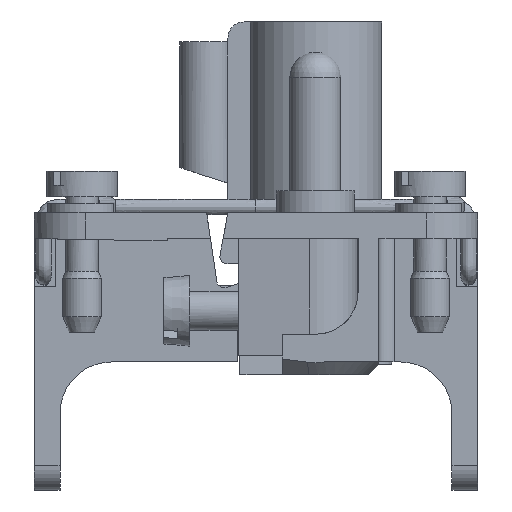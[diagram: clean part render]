
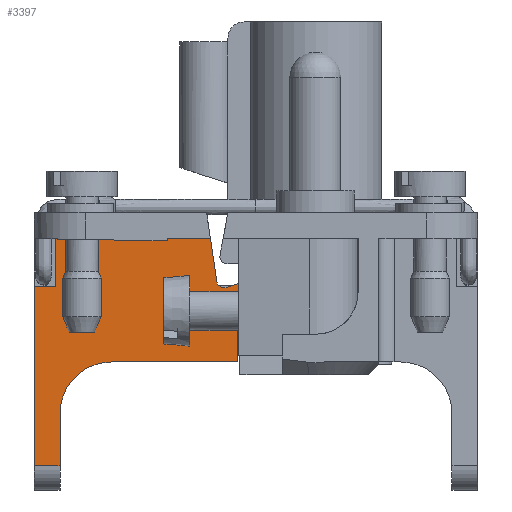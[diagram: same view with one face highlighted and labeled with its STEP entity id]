
A CAD part, left-side view. The second image highlights one B-rep face of the part: STEP entity #3397.
In plain terms, the highlighted planar face has unit normal (-1, 0, 0).
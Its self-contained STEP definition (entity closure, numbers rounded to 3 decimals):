
#2657=FACE_OUTER_BOUND('',#4870,.T.);
#3397=ADVANCED_FACE('',(#2657),#3961,.T.);
#3961=PLANE('',#15584);
#4870=EDGE_LOOP('',(#7744,#7745,#7746,#7747,#7748,#7749,#7750,#7751,#7752,
#7753,#7754,#7755,#7756,#7757,#7758,#7759,#7760,#7761,#7762,#7763,#7764,
#7765));
#5432=CIRCLE('',#15579,4.);
#5433=CIRCLE('',#15580,0.95);
#5434=CIRCLE('',#15581,1.05);
#5435=CIRCLE('',#15582,1.44);
#5436=CIRCLE('',#15583,0.55);
#7744=ORIENTED_EDGE('',*,*,#11400,.T.);
#7745=ORIENTED_EDGE('',*,*,#11612,.T.);
#7746=ORIENTED_EDGE('',*,*,#11613,.F.);
#7747=ORIENTED_EDGE('',*,*,#11482,.F.);
#7748=ORIENTED_EDGE('',*,*,#11614,.T.);
#7749=ORIENTED_EDGE('',*,*,#11615,.T.);
#7750=ORIENTED_EDGE('',*,*,#11616,.T.);
#7751=ORIENTED_EDGE('',*,*,#11617,.T.);
#7752=ORIENTED_EDGE('',*,*,#11618,.T.);
#7753=ORIENTED_EDGE('',*,*,#11619,.T.);
#7754=ORIENTED_EDGE('',*,*,#11620,.T.);
#7755=ORIENTED_EDGE('',*,*,#11621,.F.);
#7756=ORIENTED_EDGE('',*,*,#11622,.F.);
#7757=ORIENTED_EDGE('',*,*,#11623,.F.);
#7758=ORIENTED_EDGE('',*,*,#11624,.F.);
#7759=ORIENTED_EDGE('',*,*,#11625,.F.);
#7760=ORIENTED_EDGE('',*,*,#11626,.F.);
#7761=ORIENTED_EDGE('',*,*,#11627,.T.);
#7762=ORIENTED_EDGE('',*,*,#11628,.T.);
#7763=ORIENTED_EDGE('',*,*,#11568,.T.);
#7764=ORIENTED_EDGE('',*,*,#11629,.F.);
#7765=ORIENTED_EDGE('',*,*,#11601,.T.);
#9915=VERTEX_POINT('',#21719);
#9916=VERTEX_POINT('',#21721);
#9997=VERTEX_POINT('',#21956);
#9998=VERTEX_POINT('',#21958);
#10082=VERTEX_POINT('',#22191);
#10083=VERTEX_POINT('',#22193);
#10111=VERTEX_POINT('',#22279);
#10115=VERTEX_POINT('',#22298);
#10116=VERTEX_POINT('',#22301);
#10117=VERTEX_POINT('',#22303);
#10118=VERTEX_POINT('',#22305);
#10119=VERTEX_POINT('',#22307);
#10120=VERTEX_POINT('',#22309);
#10121=VERTEX_POINT('',#22311);
#10122=VERTEX_POINT('',#22313);
#10123=VERTEX_POINT('',#22315);
#10124=VERTEX_POINT('',#22317);
#10125=VERTEX_POINT('',#22319);
#10126=VERTEX_POINT('',#22321);
#10127=VERTEX_POINT('',#22323);
#10128=VERTEX_POINT('',#22325);
#10129=VERTEX_POINT('',#22327);
#11400=EDGE_CURVE('',#9916,#9915,#12836,.T.);
#11482=EDGE_CURVE('',#9997,#9998,#12885,.T.);
#11568=EDGE_CURVE('',#10083,#10082,#12956,.T.);
#11601=EDGE_CURVE('',#10111,#9916,#12980,.T.);
#11612=EDGE_CURVE('',#9915,#10115,#12991,.T.);
#11613=EDGE_CURVE('',#9998,#10115,#12992,.T.);
#11614=EDGE_CURVE('',#9997,#10116,#12993,.T.);
#11615=EDGE_CURVE('',#10116,#10117,#12994,.T.);
#11616=EDGE_CURVE('',#10117,#10118,#5432,.T.);
#11617=EDGE_CURVE('',#10118,#10119,#12995,.T.);
#11618=EDGE_CURVE('',#10119,#10120,#12996,.T.);
#11619=EDGE_CURVE('',#10120,#10121,#5433,.T.);
#11620=EDGE_CURVE('',#10121,#10122,#12997,.T.);
#11621=EDGE_CURVE('',#10123,#10122,#5434,.T.);
#11622=EDGE_CURVE('',#10124,#10123,#12998,.T.);
#11623=EDGE_CURVE('',#10125,#10124,#12999,.T.);
#11624=EDGE_CURVE('',#10126,#10125,#5435,.T.);
#11625=EDGE_CURVE('',#10127,#10126,#13000,.T.);
#11626=EDGE_CURVE('',#10128,#10127,#13001,.T.);
#11627=EDGE_CURVE('',#10128,#10129,#13002,.T.);
#11628=EDGE_CURVE('',#10129,#10083,#5436,.T.);
#11629=EDGE_CURVE('',#10111,#10082,#13003,.T.);
#12836=LINE('',#21720,#14006);
#12885=LINE('',#21957,#14055);
#12956=LINE('',#22192,#14126);
#12980=LINE('',#22278,#14150);
#12991=LINE('',#22297,#14161);
#12992=LINE('',#22299,#14162);
#12993=LINE('',#22300,#14163);
#12994=LINE('',#22302,#14164);
#12995=LINE('',#22306,#14165);
#12996=LINE('',#22308,#14166);
#12997=LINE('',#22312,#14167);
#12998=LINE('',#22316,#14168);
#12999=LINE('',#22318,#14169);
#13000=LINE('',#22322,#14170);
#13001=LINE('',#22324,#14171);
#13002=LINE('',#22326,#14172);
#13003=LINE('',#22329,#14173);
#14006=VECTOR('',#17548,1.);
#14055=VECTOR('',#17617,1.);
#14126=VECTOR('',#17702,1.);
#14150=VECTOR('',#17746,1.);
#14161=VECTOR('',#17765,1.);
#14162=VECTOR('',#17766,1.);
#14163=VECTOR('',#17767,1.);
#14164=VECTOR('',#17768,1.);
#14165=VECTOR('',#17771,1.);
#14166=VECTOR('',#17772,1.);
#14167=VECTOR('',#17775,1.);
#14168=VECTOR('',#17778,1.);
#14169=VECTOR('',#17779,1.);
#14170=VECTOR('',#17782,1.);
#14171=VECTOR('',#17783,1.);
#14172=VECTOR('',#17784,1.);
#14173=VECTOR('',#17787,1.);
#15579=AXIS2_PLACEMENT_3D('',#22304,#17769,#17770);
#15580=AXIS2_PLACEMENT_3D('',#22310,#17773,#17774);
#15581=AXIS2_PLACEMENT_3D('',#22314,#17776,#17777);
#15582=AXIS2_PLACEMENT_3D('',#22320,#17780,#17781);
#15583=AXIS2_PLACEMENT_3D('',#22328,#17785,#17786);
#15584=AXIS2_PLACEMENT_3D('',#22330,#17788,#17789);
#17548=DIRECTION('',(0.,1.,0.017));
#17617=DIRECTION('',(0.,0.,1.));
#17702=DIRECTION('',(0.,0.148,0.989));
#17746=DIRECTION('',(0.,0.,-1.));
#17765=DIRECTION('',(0.,0.,-1.));
#17766=DIRECTION('',(0.,-1.,0.));
#17767=DIRECTION('',(0.,-1.,0.));
#17768=DIRECTION('',(0.,0.,1.));
#17769=DIRECTION('',(1.,0.,0.));
#17770=DIRECTION('',(0.,-1.,0.));
#17771=DIRECTION('',(0.,-1.,0.));
#17772=DIRECTION('',(0.,0.,1.));
#17773=DIRECTION('',(1.,0.,0.));
#17774=DIRECTION('',(0.,-1.,0.));
#17775=DIRECTION('',(0.,-1.,0.));
#17776=DIRECTION('',(1.,0.,0.));
#17777=DIRECTION('',(0.,0.,1.));
#17778=DIRECTION('',(0.,0.,-1.));
#17779=DIRECTION('',(0.,0.545,-0.839));
#17780=DIRECTION('',(1.,0.,0.));
#17781=DIRECTION('',(0.,0.,1.));
#17782=DIRECTION('',(0.,0.,1.));
#17783=DIRECTION('',(0.,-0.515,0.857));
#17784=DIRECTION('',(0.,0.951,-0.309));
#17785=DIRECTION('',(1.,0.,0.));
#17786=DIRECTION('',(0.,-1.,0.));
#17787=DIRECTION('',(0.,-1.,0.));
#17788=DIRECTION('',(-1.,0.,0.));
#17789=DIRECTION('',(0.,0.,1.));
#21719=CARTESIAN_POINT('',(-46.6,9.208,-0.029));
#21720=CARTESIAN_POINT('',(-46.6,8.518,-0.041));
#21721=CARTESIAN_POINT('',(-46.6,0.558,-0.18));
#21956=CARTESIAN_POINT('',(-46.6,10.858,-17.62));
#21957=CARTESIAN_POINT('',(-46.6,10.858,-19.5));
#21958=CARTESIAN_POINT('',(-46.6,10.858,-3.7));
#22191=CARTESIAN_POINT('',(-46.6,-2.805,0.));
#22192=CARTESIAN_POINT('',(-46.6,-3.305,-3.344));
#22193=CARTESIAN_POINT('',(-46.6,-3.305,-3.344));
#22278=CARTESIAN_POINT('',(-46.6,0.558,-19.5));
#22279=CARTESIAN_POINT('',(-46.6,0.558,0.));
#22297=CARTESIAN_POINT('',(-46.6,9.208,-19.5));
#22298=CARTESIAN_POINT('',(-46.6,9.208,-3.7));
#22299=CARTESIAN_POINT('',(-46.6,8.858,-3.7));
#22300=CARTESIAN_POINT('',(-46.6,8.858,-17.62));
#22301=CARTESIAN_POINT('',(-46.6,8.858,-17.62));
#22302=CARTESIAN_POINT('',(-46.6,8.858,-19.5));
#22303=CARTESIAN_POINT('',(-46.6,8.858,-13.57));
#22304=CARTESIAN_POINT('',(-46.6,4.858,-13.57));
#22305=CARTESIAN_POINT('',(-46.6,4.858,-9.57));
#22306=CARTESIAN_POINT('',(-46.6,4.858,-9.57));
#22307=CARTESIAN_POINT('',(-46.6,-4.942,-9.57));
#22308=CARTESIAN_POINT('',(-46.6,-4.942,-9.57));
#22309=CARTESIAN_POINT('',(-46.6,-4.942,-6.95));
#22310=CARTESIAN_POINT('',(-46.6,-5.892,-6.95));
#22311=CARTESIAN_POINT('',(-46.6,-5.892,-6.));
#22312=CARTESIAN_POINT('',(-46.6,-5.892,-6.));
#22313=CARTESIAN_POINT('',(-46.6,-8.122,-6.));
#22314=CARTESIAN_POINT('',(-46.6,-8.122,-4.95));
#22315=CARTESIAN_POINT('',(-46.6,-9.172,-4.95));
#22316=CARTESIAN_POINT('',(-46.6,-9.172,-19.5));
#22317=CARTESIAN_POINT('',(-46.6,-9.172,-3.59));
#22318=CARTESIAN_POINT('',(-46.6,3.444,-23.016));
#22319=CARTESIAN_POINT('',(-46.6,-9.569,-2.979));
#22320=CARTESIAN_POINT('',(-46.6,-9.392,-1.55));
#22321=CARTESIAN_POINT('',(-46.6,-8.152,-0.818));
#22322=CARTESIAN_POINT('',(-46.6,-8.152,-19.5));
#22323=CARTESIAN_POINT('',(-46.6,-8.152,-1.828));
#22324=CARTESIAN_POINT('',(-46.6,4.162,-22.322));
#22325=CARTESIAN_POINT('',(-46.6,-7.693,-2.592));
#22326=CARTESIAN_POINT('',(-46.6,-7.693,-2.592));
#22327=CARTESIAN_POINT('',(-46.6,-4.019,-3.786));
#22328=CARTESIAN_POINT('',(-46.6,-3.849,-3.263));
#22329=CARTESIAN_POINT('',(-46.6,0.558,0.));
#22330=CARTESIAN_POINT('',(-46.6,8.858,-19.5));
